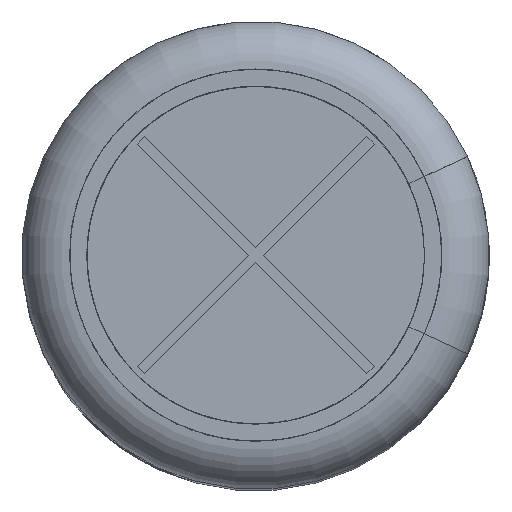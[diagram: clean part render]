
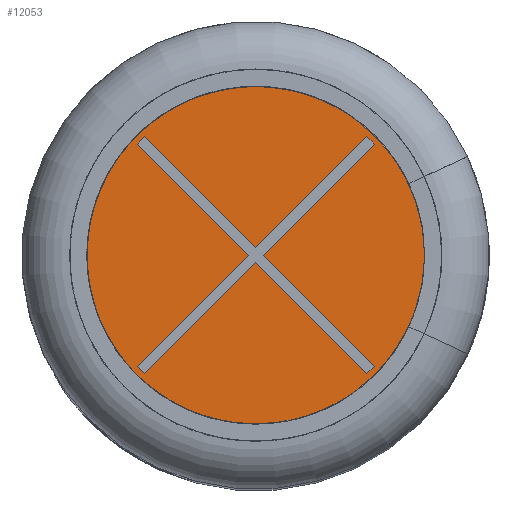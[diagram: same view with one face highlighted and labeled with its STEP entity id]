
A CAD part, top view. The second image highlights one B-rep face of the part: STEP entity #12053.
In plain terms, the highlighted planar face has unit normal (0, 0, 1).
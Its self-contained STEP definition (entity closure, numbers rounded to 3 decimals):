
#434=LINE('',#15758,#1102);
#437=LINE('',#15764,#1105);
#439=LINE('',#15768,#1107);
#441=LINE('',#15772,#1109);
#443=LINE('',#15776,#1111);
#445=LINE('',#15780,#1113);
#447=LINE('',#15784,#1115);
#449=LINE('',#15788,#1117);
#451=LINE('',#15792,#1119);
#453=LINE('',#15796,#1121);
#455=LINE('',#15800,#1123);
#457=LINE('',#15804,#1125);
#1102=VECTOR('',#13433,1000.);
#1105=VECTOR('',#13438,1000.);
#1107=VECTOR('',#13442,1000.);
#1109=VECTOR('',#13446,1000.);
#1111=VECTOR('',#13450,1000.);
#1113=VECTOR('',#13454,1000.);
#1115=VECTOR('',#13458,1000.);
#1117=VECTOR('',#13462,1000.);
#1119=VECTOR('',#13466,1000.);
#1121=VECTOR('',#13470,1000.);
#1123=VECTOR('',#13474,1000.);
#1125=VECTOR('',#13478,1000.);
#1948=ORIENTED_EDGE('',*,*,#4414,.T.);
#1949=ORIENTED_EDGE('',*,*,#4437,.T.);
#1950=ORIENTED_EDGE('',*,*,#4435,.T.);
#1951=ORIENTED_EDGE('',*,*,#4433,.T.);
#1952=ORIENTED_EDGE('',*,*,#4431,.T.);
#1953=ORIENTED_EDGE('',*,*,#4429,.T.);
#1954=ORIENTED_EDGE('',*,*,#4427,.T.);
#1955=ORIENTED_EDGE('',*,*,#4425,.T.);
#1956=ORIENTED_EDGE('',*,*,#4423,.T.);
#1957=ORIENTED_EDGE('',*,*,#4421,.T.);
#1958=ORIENTED_EDGE('',*,*,#4419,.T.);
#1959=ORIENTED_EDGE('',*,*,#4417,.T.);
#1960=ORIENTED_EDGE('',*,*,#4451,.F.);
#4414=EDGE_CURVE('',#5680,#5681,#434,.T.);
#4417=EDGE_CURVE('',#5682,#5680,#437,.T.);
#4419=EDGE_CURVE('',#5683,#5682,#439,.T.);
#4421=EDGE_CURVE('',#5684,#5683,#441,.T.);
#4423=EDGE_CURVE('',#5685,#5684,#443,.T.);
#4425=EDGE_CURVE('',#5686,#5685,#445,.T.);
#4427=EDGE_CURVE('',#5687,#5686,#447,.T.);
#4429=EDGE_CURVE('',#5688,#5687,#449,.T.);
#4431=EDGE_CURVE('',#5689,#5688,#451,.T.);
#4433=EDGE_CURVE('',#5690,#5689,#453,.T.);
#4435=EDGE_CURVE('',#5691,#5690,#455,.T.);
#4437=EDGE_CURVE('',#5681,#5691,#457,.T.);
#4451=EDGE_CURVE('',#5702,#5702,#6543,.T.);
#5680=VERTEX_POINT('',#15759);
#5681=VERTEX_POINT('',#15760);
#5682=VERTEX_POINT('',#15765);
#5683=VERTEX_POINT('',#15769);
#5684=VERTEX_POINT('',#15773);
#5685=VERTEX_POINT('',#15777);
#5686=VERTEX_POINT('',#15781);
#5687=VERTEX_POINT('',#15785);
#5688=VERTEX_POINT('',#15789);
#5689=VERTEX_POINT('',#15793);
#5690=VERTEX_POINT('',#15797);
#5691=VERTEX_POINT('',#15801);
#5702=VERTEX_POINT('',#15836);
#6543=CIRCLE('',#12604,7.167);
#6861=EDGE_LOOP('',(#1948,#1949,#1950,#1951,#1952,#1953,#1954,#1955,#1956,
#1957,#1958,#1959));
#6862=EDGE_LOOP('',(#1960));
#7491=FACE_BOUND('',#6861,.T.);
#7492=FACE_BOUND('',#6862,.T.);
#8107=PLANE('',#12605);
#12053=ADVANCED_FACE('',(#7491,#7492),#8107,.T.);
#12604=AXIS2_PLACEMENT_3D('',#15835,#13519,#13520);
#12605=AXIS2_PLACEMENT_3D('',#15837,#13521,#13522);
#13433=DIRECTION('',(0.707,0.707,0.));
#13438=DIRECTION('',(-0.707,0.707,0.));
#13442=DIRECTION('',(0.707,0.707,0.));
#13446=DIRECTION('',(-0.707,0.707,0.));
#13450=DIRECTION('',(-0.707,-0.707,0.));
#13454=DIRECTION('',(-0.707,0.707,0.));
#13458=DIRECTION('',(-0.707,-0.707,0.));
#13462=DIRECTION('',(0.707,-0.707,0.));
#13466=DIRECTION('',(-0.707,-0.707,0.));
#13470=DIRECTION('',(0.707,-0.707,0.));
#13474=DIRECTION('',(0.707,0.707,0.));
#13478=DIRECTION('',(0.707,-0.707,0.));
#13519=DIRECTION('',(0.,0.,-1.));
#13520=DIRECTION('',(-1.,0.,0.));
#13521=DIRECTION('',(0.,0.,1.));
#13522=DIRECTION('',(1.,0.,0.));
#15758=CARTESIAN_POINT('',(-4.276,4.559,40.78));
#15759=CARTESIAN_POINT('',(-4.559,4.276,40.78));
#15760=CARTESIAN_POINT('',(-4.276,4.559,40.78));
#15764=CARTESIAN_POINT('',(-0.283,0.,40.78));
#15765=CARTESIAN_POINT('',(-0.283,0.,40.78));
#15768=CARTESIAN_POINT('',(-0.283,0.,40.78));
#15769=CARTESIAN_POINT('',(-4.559,-4.276,40.78));
#15772=CARTESIAN_POINT('',(-4.276,-4.559,40.78));
#15773=CARTESIAN_POINT('',(-4.276,-4.559,40.78));
#15776=CARTESIAN_POINT('',(0.,-0.283,40.78));
#15777=CARTESIAN_POINT('',(0.,-0.283,40.78));
#15780=CARTESIAN_POINT('',(0.,-0.283,40.78));
#15781=CARTESIAN_POINT('',(4.276,-4.559,40.78));
#15784=CARTESIAN_POINT('',(4.559,-4.276,40.78));
#15785=CARTESIAN_POINT('',(4.559,-4.276,40.78));
#15788=CARTESIAN_POINT('',(0.283,0.,40.78));
#15789=CARTESIAN_POINT('',(0.283,0.,40.78));
#15792=CARTESIAN_POINT('',(0.283,0.,40.78));
#15793=CARTESIAN_POINT('',(4.559,4.276,40.78));
#15796=CARTESIAN_POINT('',(4.559,4.276,40.78));
#15797=CARTESIAN_POINT('',(4.276,4.559,40.78));
#15800=CARTESIAN_POINT('',(0.,0.283,40.78));
#15801=CARTESIAN_POINT('',(0.,0.283,40.78));
#15804=CARTESIAN_POINT('',(0.,0.283,40.78));
#15835=CARTESIAN_POINT('',(0.,0.,40.78));
#15836=CARTESIAN_POINT('',(-7.167,0.,40.78));
#15837=CARTESIAN_POINT('',(-7.167,0.,40.78));
